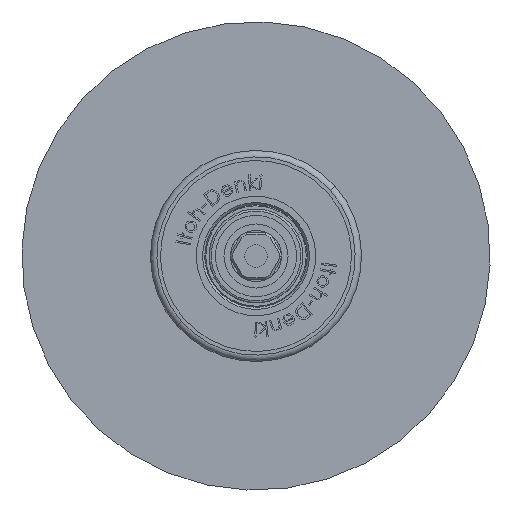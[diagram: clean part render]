
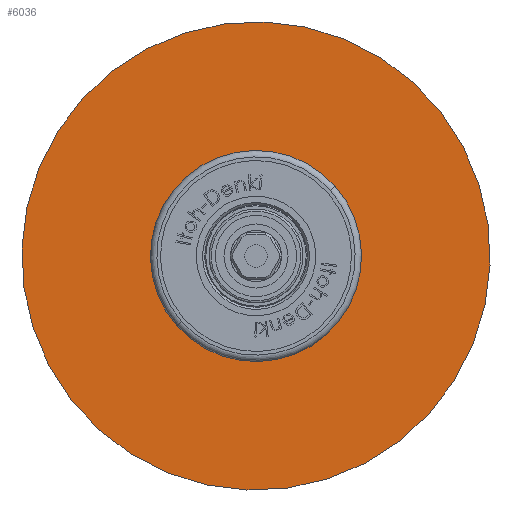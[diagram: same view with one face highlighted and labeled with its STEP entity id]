
A CAD part, left-side view. The second image highlights one B-rep face of the part: STEP entity #6036.
In plain terms, the highlighted planar face has unit normal (-1, 0, 0).
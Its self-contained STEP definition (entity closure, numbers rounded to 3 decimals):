
#1066 = AXIS2_PLACEMENT_3D ( 'NONE', #6494, #12035, #9296 ) ;
#1226 = CARTESIAN_POINT ( 'NONE',  ( 22., 0., 0. ) ) ;
#1823 = CARTESIAN_POINT ( 'NONE',  ( 22., 0., 0. ) ) ;
#2072 = DIRECTION ( 'NONE',  ( 0., 0.378, -0.926 ) ) ;
#3028 = ORIENTED_EDGE ( 'NONE', *, *, #13203, .F. ) ;
#3175 = CARTESIAN_POINT ( 'NONE',  ( 22., 0., 0. ) ) ;
#3356 = FACE_OUTER_BOUND ( 'NONE', #12180, .T. ) ;
#3696 = CIRCLE ( 'NONE', #1066, 54.8 ) ;
#3757 = AXIS2_PLACEMENT_3D ( 'NONE', #14580, #6196, #2072 ) ;
#4642 = DIRECTION ( 'NONE',  ( -1., 0., 0. ) ) ;
#4788 = CARTESIAN_POINT ( 'NONE',  ( 22., 20.713, -50.735 ) ) ;
#4817 = DIRECTION ( 'NONE',  ( 0., 1., 0. ) ) ;
#4908 = VERTEX_POINT ( 'NONE', #13751 ) ;
#5621 = DIRECTION ( 'NONE',  ( 0., 1., 0. ) ) ;
#6036 = ADVANCED_FACE ( 'R�duction de d�tails2_48', ( #3356, #9001 ), #8911, .F. ) ;
#6043 = CIRCLE ( 'NONE', #13029, 54.8 ) ;
#6196 = DIRECTION ( 'NONE',  ( 1., 0., 0. ) ) ;
#6494 = CARTESIAN_POINT ( 'NONE',  ( 22., 0., 0. ) ) ;
#6623 = AXIS2_PLACEMENT_3D ( 'NONE', #3175, #4642, #4817 ) ;
#6978 = ORIENTED_EDGE ( 'NONE', *, *, #12869, .F. ) ;
#8605 = ORIENTED_EDGE ( 'NONE', *, *, #14719, .F. ) ;
#8911 = PLANE ( 'NONE',  #3757 ) ;
#9001 = FACE_BOUND ( 'NONE', #16125, .T. ) ;
#9296 = DIRECTION ( 'NONE',  ( 0., 0.378, -0.926 ) ) ;
#10217 = DIRECTION ( 'NONE',  ( 1., 0., 0. ) ) ;
#11562 = CIRCLE ( 'NONE', #6623, 24.7 ) ;
#12035 = DIRECTION ( 'NONE',  ( 1., 0., 0. ) ) ;
#12121 = AXIS2_PLACEMENT_3D ( 'NONE', #1226, #18018, #5621 ) ;
#12180 = EDGE_LOOP ( 'NONE', ( #8605, #6978 ) ) ;
#12581 = CARTESIAN_POINT ( 'NONE',  ( 22., 18.514, -16.35 ) ) ;
#12784 = VERTEX_POINT ( 'NONE', #12581 ) ;
#12869 = EDGE_CURVE ( 'R�duction de d�tails2_49+R�duction de d�tails2_48+R�duction de d�tails2_48+R�duction de d�tails2_48', #16412, #13354, #6043, .T. ) ;
#13029 = AXIS2_PLACEMENT_3D ( 'NONE', #1823, #10217, #17047 ) ;
#13203 = EDGE_CURVE ( 'R�duction de d�tails2_137+R�duction de d�tails2_48+R�duction de d�tails2_48+R�duction de d�tails2_48', #4908, #12784, #11562, .T. ) ;
#13354 = VERTEX_POINT ( 'NONE', #16462 ) ;
#13751 = CARTESIAN_POINT ( 'NONE',  ( 22., -18.514, 16.35 ) ) ;
#14269 = EDGE_CURVE ( 'R�duction de d�tails2_137+R�duction de d�tails2_48+R�duction de d�tails2_48+R�duction de d�tails2_48', #12784, #4908, #15382, .T. ) ;
#14580 = CARTESIAN_POINT ( 'NONE',  ( 22., 50.735, 20.713 ) ) ;
#14719 = EDGE_CURVE ( 'R�duction de d�tails2_49+R�duction de d�tails2_48+R�duction de d�tails2_48+R�duction de d�tails2_48', #13354, #16412, #3696, .T. ) ;
#15382 = CIRCLE ( 'NONE', #12121, 24.7 ) ;
#16125 = EDGE_LOOP ( 'NONE', ( #17551, #3028 ) ) ;
#16412 = VERTEX_POINT ( 'NONE', #4788 ) ;
#16462 = CARTESIAN_POINT ( 'NONE',  ( 22., -20.713, 50.735 ) ) ;
#17047 = DIRECTION ( 'NONE',  ( 0., 0.378, -0.926 ) ) ;
#17551 = ORIENTED_EDGE ( 'NONE', *, *, #14269, .F. ) ;
#18018 = DIRECTION ( 'NONE',  ( -1., 0., 0. ) ) ;
